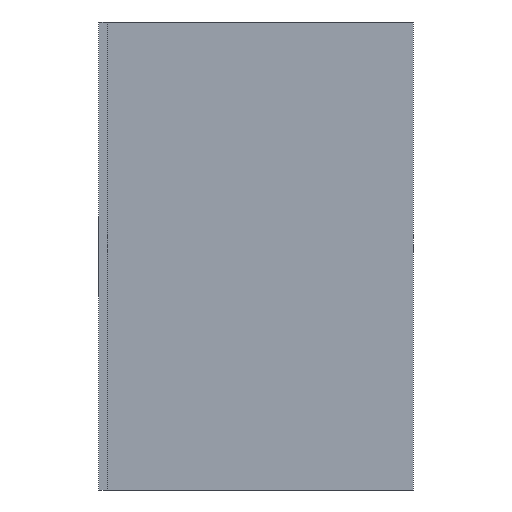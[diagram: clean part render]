
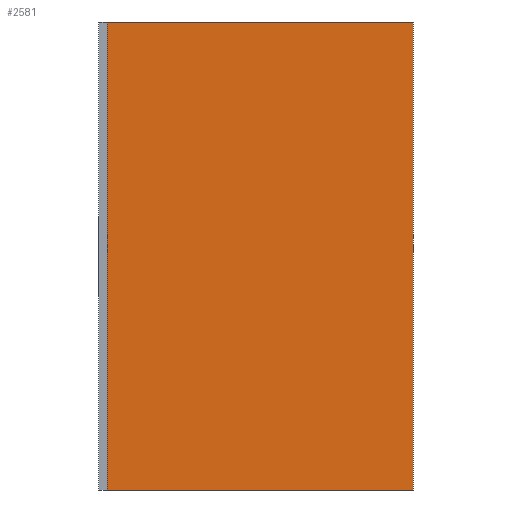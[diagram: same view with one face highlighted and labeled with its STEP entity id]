
A CAD part, left-side view. The second image highlights one B-rep face of the part: STEP entity #2581.
In plain terms, the highlighted planar face has unit normal (-1, 0, 0).
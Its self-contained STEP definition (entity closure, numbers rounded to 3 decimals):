
#145 = VERTEX_POINT ( 'NONE', #3474 ) ;
#178 = PLANE ( 'NONE',  #3432 ) ;
#202 = CARTESIAN_POINT ( 'NONE',  ( -0.014, -0.01, 0. ) ) ;
#252 = CARTESIAN_POINT ( 'NONE',  ( -0.014, 0., -0.55 ) ) ;
#268 = DIRECTION ( 'NONE',  ( 0., 1., 0. ) ) ;
#407 = EDGE_LOOP ( 'NONE', ( #3188, #2106, #1344, #2979 ) ) ;
#420 = VECTOR ( 'NONE', #1300, 1000. ) ;
#511 = EDGE_CURVE ( 'NONE', #145, #3237, #2660, .T. ) ;
#520 = VERTEX_POINT ( 'NONE', #1320 ) ;
#803 = DIRECTION ( 'NONE',  ( 0., 1., 0. ) ) ;
#861 = EDGE_CURVE ( 'NONE', #1041, #520, #2479, .T. ) ;
#895 = EDGE_CURVE ( 'NONE', #3237, #520, #3466, .T. ) ;
#1041 = VERTEX_POINT ( 'NONE', #202 ) ;
#1099 = VECTOR ( 'NONE', #1871, 1000. ) ;
#1277 = LINE ( 'NONE', #2641, #1099 ) ;
#1300 = DIRECTION ( 'NONE',  ( 0., 1., 0. ) ) ;
#1320 = CARTESIAN_POINT ( 'NONE',  ( -0.014, 0.349, 0. ) ) ;
#1344 = ORIENTED_EDGE ( 'NONE', *, *, #511, .F. ) ;
#1401 = CARTESIAN_POINT ( 'NONE',  ( -0.014, 0.349, -0.55 ) ) ;
#1580 = CARTESIAN_POINT ( 'NONE',  ( -0.014, 0., -0.55 ) ) ;
#1610 = DIRECTION ( 'NONE',  ( 1., 0., 0. ) ) ;
#1871 = DIRECTION ( 'NONE',  ( 0., 0., 1. ) ) ;
#2073 = EDGE_CURVE ( 'NONE', #145, #1041, #1277, .T. ) ;
#2106 = ORIENTED_EDGE ( 'NONE', *, *, #895, .F. ) ;
#2112 = CARTESIAN_POINT ( 'NONE',  ( -0.014, 0.349, -0.55 ) ) ;
#2394 = DIRECTION ( 'NONE',  ( 0., 0., 1. ) ) ;
#2479 = LINE ( 'NONE', #2950, #420 ) ;
#2581 = ADVANCED_FACE ( 'NONE', ( #2604 ), #178, .F. ) ;
#2604 = FACE_OUTER_BOUND ( 'NONE', #407, .T. ) ;
#2641 = CARTESIAN_POINT ( 'NONE',  ( -0.014, -0.01, -0.55 ) ) ;
#2660 = LINE ( 'NONE', #252, #3312 ) ;
#2950 = CARTESIAN_POINT ( 'NONE',  ( -0.014, 0., 0. ) ) ;
#2979 = ORIENTED_EDGE ( 'NONE', *, *, #2073, .T. ) ;
#3188 = ORIENTED_EDGE ( 'NONE', *, *, #861, .T. ) ;
#3237 = VERTEX_POINT ( 'NONE', #1401 ) ;
#3312 = VECTOR ( 'NONE', #803, 1000. ) ;
#3421 = VECTOR ( 'NONE', #2394, 1000. ) ;
#3432 = AXIS2_PLACEMENT_3D ( 'NONE', #1580, #1610, #268 ) ;
#3466 = LINE ( 'NONE', #2112, #3421 ) ;
#3474 = CARTESIAN_POINT ( 'NONE',  ( -0.014, -0.01, -0.55 ) ) ;
